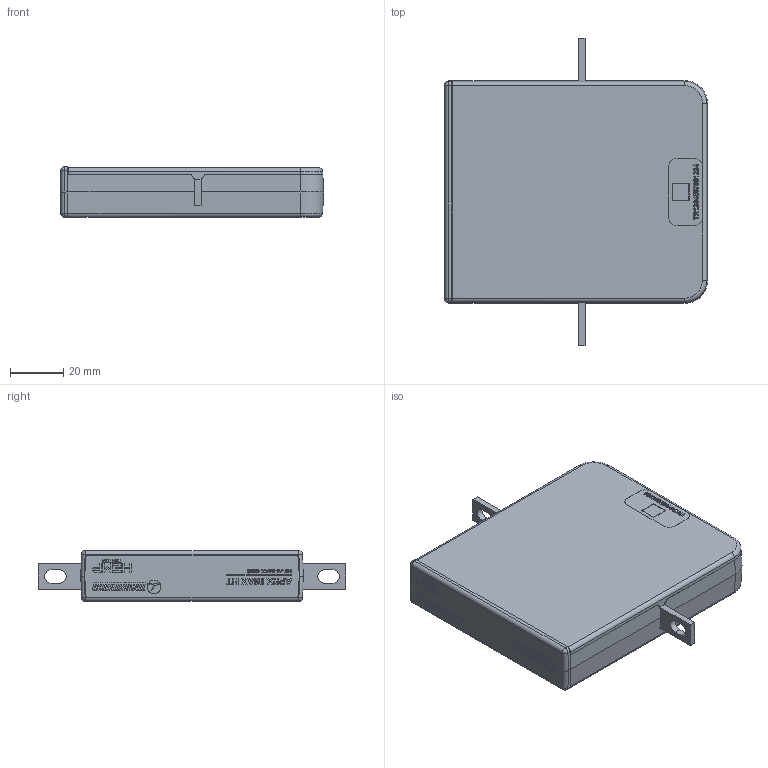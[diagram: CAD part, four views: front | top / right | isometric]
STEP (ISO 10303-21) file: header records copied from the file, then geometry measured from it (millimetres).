
FILE_DESCRIPTION (( 'STEP AP214' ), '1' );
FILE_NAME ('HT-AI-IMAX-120S-E.STEP', '2019-01-09T22:35:47', ( '' ), ( '' ), 'SwSTEP 2.0', 'SolidWorks 2018', '' );
FILE_SCHEMA (( 'AUTOMOTIVE_DESIGN' ));
Length unit declared in the file: inch
Products named in the file (13): 2003-1052-3; 2003-3476; 289-000-108; PEM FHL-632-8 ZI--S; HT-AI-IMAX-120S-E; 2250-1146; 2003-3448; 2105-559-1; 289-000-245; 8050-695^HT-AI-IMAX-120S-E; 2105-559; HT-IMAX-MS^HT-AI-IMAX-120S-E; 289-000-244
Assembly tree (12 placements, depth 4):
  HT-AI-IMAX-120S-E
    2250-1146
      2105-559  x2
        2105-559-1
        PEM FHL-632-8 ZI--S
    289-000-245
    289-000-108
    289-000-244
    2003-3448
    2003-1052-3
    2003-3476
  8050-695^HT-AI-IMAX-120S-E
  HT-IMAX-MS^HT-AI-IMAX-120S-E
Bounding box: 99.17 x 115.52 x 19.05 mm (x, y, z)
Volume: 43381.7 mm3; surface area: 53091.6 mm2
Topology: 12 solids, 12 shells, 3287 faces, 8700 edges, 5643 vertices
Faces by surface type: plane 1933, bspline 712, cylinder 312, cone 274, torus 52, sphere 4
Entity records: 140205 total; most frequent: CARTESIAN_POINT 51484, ORIENTED_EDGE 15092, DIRECTION 10845, EDGE_CURVE 7546, VECTOR 5563, LINE 5563, VERTEX_POINT 4936, EDGE_LOOP 3064
